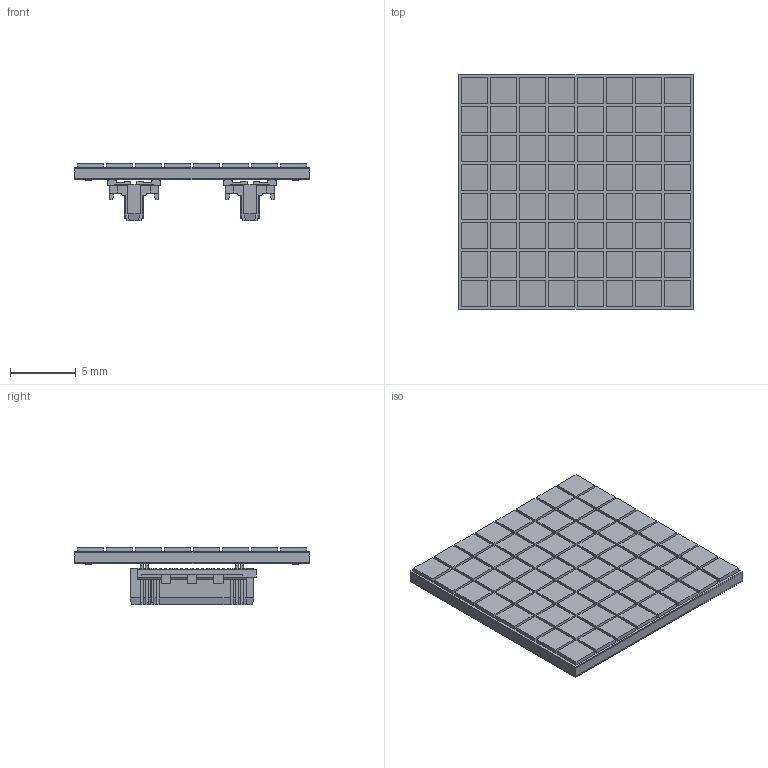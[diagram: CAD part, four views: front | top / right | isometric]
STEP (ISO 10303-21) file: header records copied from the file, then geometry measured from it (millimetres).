
FILE_DESCRIPTION(/* description */ (''),/* implementation_level */ '2;1');
FILE_NAME(/* name */ 'HAMAMATSU_S12893-0808PB-50_Part1.stp',/* time_stamp */ '2015-05-21T08:53:30+02:00',/* author */ ('admchouv'),/* organization */ (''),/* preprocessor_version */ 'ST-DEVELOPER v15.5',/* originating_system */ 'AutoCAD Mechanical',/* authorisation */ ', , ');
FILE_SCHEMA (('AUTOMOTIVE_DESIGN { 1 0 10303 214 3 1 1 }'));
Length unit declared in the file: millimetre
Products named in the file (1): Product
Bounding box: 17.8 x 17.8 x 4.33 mm (x, y, z)
Volume: 464.3 mm3; surface area: 3116.6 mm2
Topology: 172 solids, 172 shells, 1544 faces, 3546 edges, 2354 vertices
Faces by surface type: plane 1398, cylinder 134, sphere 12
Entity records: 42827 total; most frequent: CARTESIAN_POINT 7583, ORIENTED_EDGE 7080, DIRECTION 6874, EDGE_CURVE 3540, LINE 3248, VECTOR 3248, VERTEX_POINT 2348, AXIS2_PLACEMENT_3D 1813
